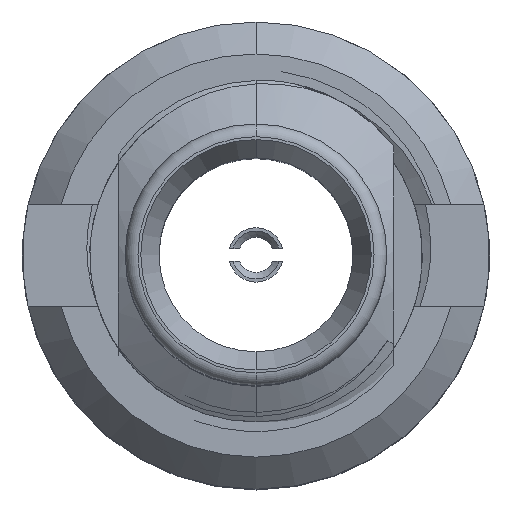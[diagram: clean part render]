
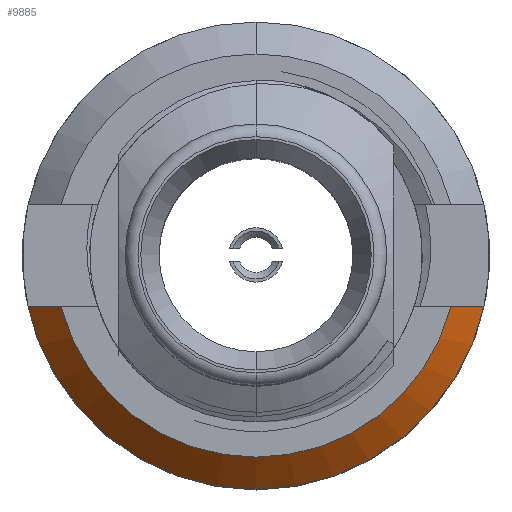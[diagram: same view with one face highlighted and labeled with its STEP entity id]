
A CAD part, top view. The second image highlights one B-rep face of the part: STEP entity #9885.
In plain terms, the highlighted conical face has half-angle 45 degrees and reference radius 3.65 mm.
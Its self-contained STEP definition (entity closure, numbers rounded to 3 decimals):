
#88 = CARTESIAN_POINT ( 'NONE',  ( 3.047, -0.8, 13.1 ) ) ;
#279 = B_SPLINE_CURVE_WITH_KNOTS ( 'NONE', 3,
 ( #88, #20145, #10440, #6862 ),
 .UNSPECIFIED., .F., .F.,
 ( 4, 4 ),
 ( 0.015, 0.015 ),
 .UNSPECIFIED. ) ;
#753 = CARTESIAN_POINT ( 'NONE',  ( 0., 0., 12.6 ) ) ;
#1434 = CARTESIAN_POINT ( 'NONE',  ( 0., 0., 12.6 ) ) ;
#1505 = B_SPLINE_CURVE_WITH_KNOTS ( 'NONE', 3,
 ( #12519, #10955, #14300, #15756 ),
 .UNSPECIFIED., .F., .F.,
 ( 4, 4 ),
 ( 0.006, 0.007 ),
 .UNSPECIFIED. ) ;
#2195 = EDGE_CURVE ( 'NONE', #21848, #11178, #3060, .T. ) ;
#3060 = CIRCLE ( 'NONE', #12668, 3.65 ) ;
#4358 = DIRECTION ( 'NONE',  ( 0., 0., -1. ) ) ;
#4601 = EDGE_LOOP ( 'NONE', ( #20662, #9141, #16977, #18563, #11966 ) ) ;
#4782 = EDGE_CURVE ( 'NONE', #5402, #21463, #279, .T. ) ;
#5002 = CARTESIAN_POINT ( 'NONE',  ( 3.561, -0.8, 12.6 ) ) ;
#5304 = AXIS2_PLACEMENT_3D ( 'NONE', #10302, #8171, #18656 ) ;
#5402 = VERTEX_POINT ( 'NONE', #14360 ) ;
#6045 = AXIS2_PLACEMENT_3D ( 'NONE', #753, #15912, #7644 ) ;
#6862 = CARTESIAN_POINT ( 'NONE',  ( 3.561, -0.8, 12.6 ) ) ;
#7410 = CONICAL_SURFACE ( 'NONE', #11342, 3.65, 0.785 ) ;
#7644 = DIRECTION ( 'NONE',  ( 0., 1., 0. ) ) ;
#8143 = CARTESIAN_POINT ( 'NONE',  ( -3.047, -0.8, 13.1 ) ) ;
#8171 = DIRECTION ( 'NONE',  ( 0., 0., 1. ) ) ;
#9141 = ORIENTED_EDGE ( 'NONE', *, *, #2195, .F. ) ;
#9399 = EDGE_CURVE ( 'NONE', #11178, #21090, #1505, .T. ) ;
#9885 = ADVANCED_FACE ( 'NONE', ( #14617 ), #7410, .T. ) ;
#10302 = CARTESIAN_POINT ( 'NONE',  ( 0., 0., 13.1 ) ) ;
#10440 = CARTESIAN_POINT ( 'NONE',  ( 3.39, -0.8, 12.767 ) ) ;
#10955 = CARTESIAN_POINT ( 'NONE',  ( -3.39, -0.8, 12.767 ) ) ;
#11178 = VERTEX_POINT ( 'NONE', #18065 ) ;
#11342 = AXIS2_PLACEMENT_3D ( 'NONE', #1434, #4358, #19637 ) ;
#11966 = ORIENTED_EDGE ( 'NONE', *, *, #12416, .F. ) ;
#12416 = EDGE_CURVE ( 'NONE', #21090, #5402, #15646, .T. ) ;
#12519 = CARTESIAN_POINT ( 'NONE',  ( -3.561, -0.8, 12.6 ) ) ;
#12668 = AXIS2_PLACEMENT_3D ( 'NONE', #17985, #19662, #21686 ) ;
#12958 = CARTESIAN_POINT ( 'NONE',  ( 0., -3.65, 12.6 ) ) ;
#14300 = CARTESIAN_POINT ( 'NONE',  ( -3.219, -0.8, 12.934 ) ) ;
#14360 = CARTESIAN_POINT ( 'NONE',  ( 3.047, -0.8, 13.1 ) ) ;
#14617 = FACE_OUTER_BOUND ( 'NONE', #4601, .T. ) ;
#15646 = CIRCLE ( 'NONE', #5304, 3.15 ) ;
#15756 = CARTESIAN_POINT ( 'NONE',  ( -3.047, -0.8, 13.1 ) ) ;
#15912 = DIRECTION ( 'NONE',  ( 0., 0., -1. ) ) ;
#16017 = CIRCLE ( 'NONE', #6045, 3.65 ) ;
#16906 = EDGE_CURVE ( 'NONE', #21463, #21848, #16017, .T. ) ;
#16977 = ORIENTED_EDGE ( 'NONE', *, *, #16906, .F. ) ;
#17985 = CARTESIAN_POINT ( 'NONE',  ( 0., 0., 12.6 ) ) ;
#18065 = CARTESIAN_POINT ( 'NONE',  ( -3.561, -0.8, 12.6 ) ) ;
#18563 = ORIENTED_EDGE ( 'NONE', *, *, #4782, .F. ) ;
#18656 = DIRECTION ( 'NONE',  ( 0., 1., 0. ) ) ;
#19637 = DIRECTION ( 'NONE',  ( 0., 1., 0. ) ) ;
#19662 = DIRECTION ( 'NONE',  ( 0., 0., -1. ) ) ;
#20145 = CARTESIAN_POINT ( 'NONE',  ( 3.219, -0.8, 12.934 ) ) ;
#20662 = ORIENTED_EDGE ( 'NONE', *, *, #9399, .F. ) ;
#21090 = VERTEX_POINT ( 'NONE', #8143 ) ;
#21463 = VERTEX_POINT ( 'NONE', #5002 ) ;
#21686 = DIRECTION ( 'NONE',  ( 0., 1., 0. ) ) ;
#21848 = VERTEX_POINT ( 'NONE', #12958 ) ;
